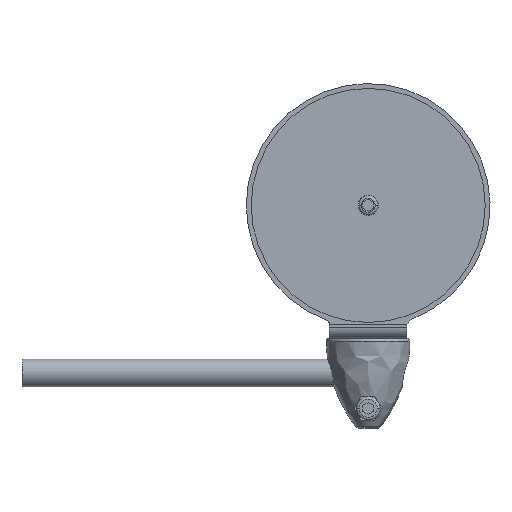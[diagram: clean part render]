
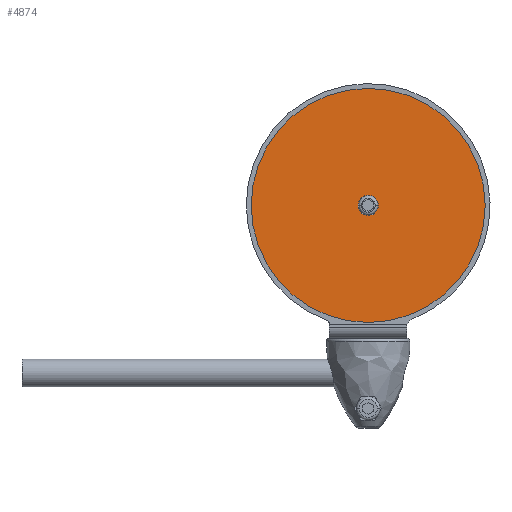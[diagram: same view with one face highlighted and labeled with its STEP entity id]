
A CAD part, front view. The second image highlights one B-rep face of the part: STEP entity #4874.
In plain terms, the highlighted planar face has unit normal (0, -1, 0).
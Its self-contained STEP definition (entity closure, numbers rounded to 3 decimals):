
#4378=CARTESIAN_POINT('',(0.,-27.,46.));
#4379=DIRECTION('',(0.,-1.,0.));
#4380=DIRECTION('',(1.,0.,0.));
#4381=AXIS2_PLACEMENT_3D('',#4378,#4379,#4380);
#4383=CARTESIAN_POINT('',(0.,-27.,46.));
#4384=DIRECTION('',(0.,-1.,0.));
#4385=DIRECTION('',(-1.,0.,0.));
#4386=AXIS2_PLACEMENT_3D('',#4383,#4384,#4385);
#4388=CARTESIAN_POINT('',(0.,-27.,46.));
#4389=DIRECTION('',(0.,1.,0.));
#4390=DIRECTION('',(-1.,0.,0.));
#4391=AXIS2_PLACEMENT_3D('',#4388,#4389,#4390);
#4393=CARTESIAN_POINT('',(0.,-27.,46.));
#4394=DIRECTION('',(0.,1.,0.));
#4395=DIRECTION('',(1.,0.,0.));
#4396=AXIS2_PLACEMENT_3D('',#4393,#4394,#4395);
#4682=CARTESIAN_POINT('',(42.25,-27.,46.));
#4683=CARTESIAN_POINT('',(-42.25,-27.,46.));
#4684=VERTEX_POINT('',#4682);
#4685=VERTEX_POINT('',#4683);
#4690=CARTESIAN_POINT('',(-3.65,-27.,46.));
#4691=CARTESIAN_POINT('',(3.65,-27.,46.));
#4692=VERTEX_POINT('',#4690);
#4693=VERTEX_POINT('',#4691);
#4858=CARTESIAN_POINT('',(0.,-27.,46.));
#4859=DIRECTION('',(0.,-1.,0.));
#4860=DIRECTION('',(1.,0.,0.));
#4861=AXIS2_PLACEMENT_3D('',#4858,#4859,#4860);
#4862=PLANE('',#4861);
#4864=ORIENTED_EDGE('',*,*,#4863,.F.);
#4866=ORIENTED_EDGE('',*,*,#4865,.F.);
#4867=EDGE_LOOP('',(#4864,#4866));
#4868=FACE_OUTER_BOUND('',#4867,.F.);
#4869=ORIENTED_EDGE('',*,*,#4848,.F.);
#4871=ORIENTED_EDGE('',*,*,#4870,.F.);
#4872=EDGE_LOOP('',(#4869,#4871));
#4873=FACE_BOUND('',#4872,.F.);
#4874=ADVANCED_FACE('',(#4868,#4873),#4862,.T.);
#4382=CIRCLE('',#4381,42.25);
#4387=CIRCLE('',#4386,42.25);
#4392=CIRCLE('',#4391,3.65);
#4397=CIRCLE('',#4396,3.65);
#4848=EDGE_CURVE('',#4692,#4693,#4392,.T.);
#4863=EDGE_CURVE('',#4684,#4685,#4382,.T.);
#4865=EDGE_CURVE('',#4685,#4684,#4387,.T.);
#4870=EDGE_CURVE('',#4693,#4692,#4397,.T.);
